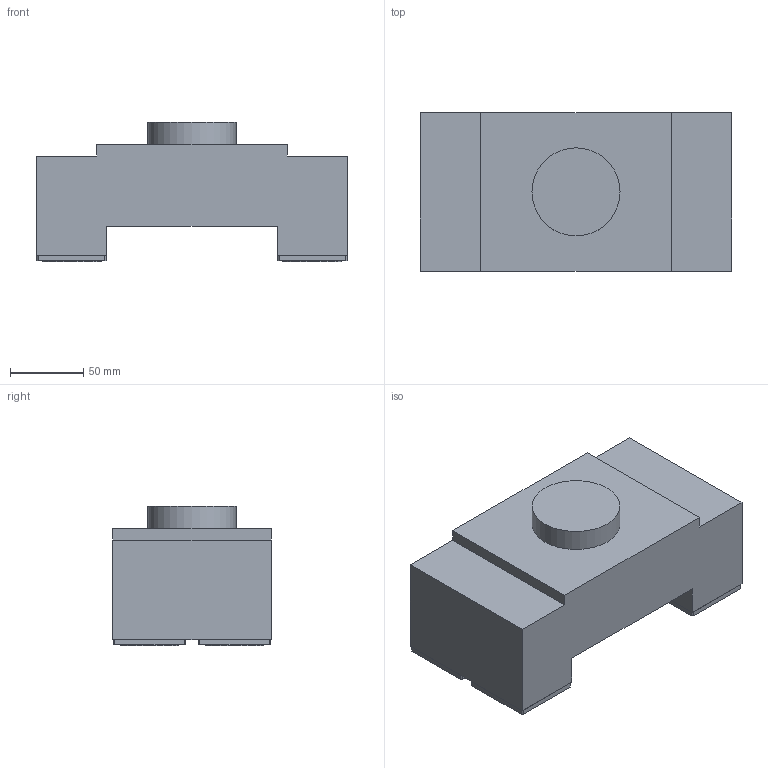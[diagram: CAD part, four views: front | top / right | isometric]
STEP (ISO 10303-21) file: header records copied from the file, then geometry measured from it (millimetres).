
FILE_DESCRIPTION(/* description */ (''),/* implementation_level */ '2;1');
FILE_NAME(/* name */ '1582867499656.stp',/* time_stamp */ '2020-02-28T10:55:08+05:00',/* author */ (''),/* organization */ ('SMS'),/* preprocessor_version */ 'ST-DEVELOPER v16.7',/* originating_system */ 'SIEMENS PLM Software NX 12.0',/* authorisation */ '');
FILE_SCHEMA (('AUTOMOTIVE_DESIGN { 1 0 10303 214 3 1 1 1 }'));
Length unit declared in the file: millimetre
Products named in the file (1): 201080621mod000_02
Bounding box: 212 x 108 x 95 mm (x, y, z)
Volume: 1440447.5 mm3; surface area: 106688.9 mm2
Topology: 1 solids, 1 shells, 84 faces, 207 edges, 152 vertices
Faces by surface type: plane 67, cylinder 13, bspline 4
Full cylindrical faces by diameter (mm): 2.5 x4, 31.6 x4, 40 x4, 60 x1
Entity records: 3257 total; most frequent: CARTESIAN_POINT 1285, ORIENTED_EDGE 372, DIRECTION 350, EDGE_CURVE 186, VERTEX_POINT 142, LINE 132, VECTOR 132, EDGE_LOOP 122
